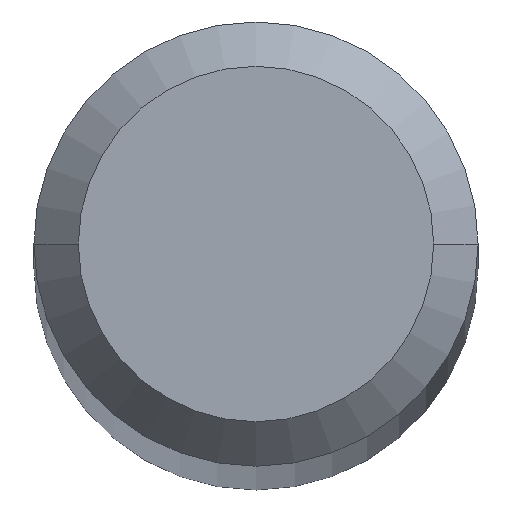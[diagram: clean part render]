
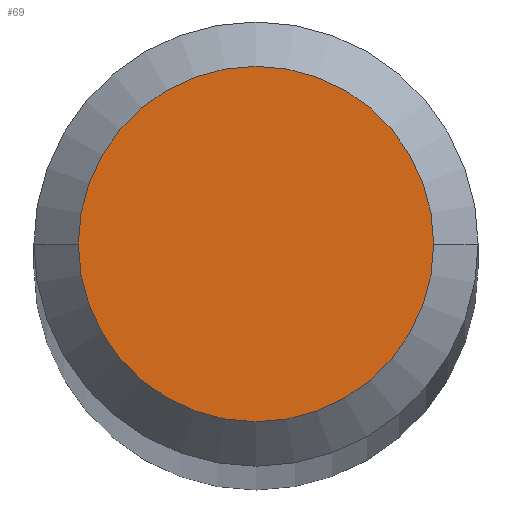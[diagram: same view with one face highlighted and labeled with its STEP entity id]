
A CAD part, top view. The second image highlights one B-rep face of the part: STEP entity #69.
In plain terms, the highlighted planar face has unit normal (0, 0, 1).
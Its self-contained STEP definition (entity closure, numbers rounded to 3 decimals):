
#69=ADVANCED_FACE('',(#92),#93,.T.);
#92=FACE_OUTER_BOUND('',#120,.T.);
#93=PLANE('',#121);
#120=EDGE_LOOP('',(#181,#182));
#121=AXIS2_PLACEMENT_3D('',#183,#184,#185);
#181=ORIENTED_EDGE('',*,*,#222,.F.);
#182=ORIENTED_EDGE('',*,*,#232,.F.);
#183=CARTESIAN_POINT('',(0.0,0.0,0.0));
#184=DIRECTION('',(0.0,0.0,1.0));
#185=DIRECTION('',(-1.0,0.0,0.0));
#222=EDGE_CURVE('',#247,#243,#249,.T.);
#232=EDGE_CURVE('',#243,#247,#263,.T.);
#243=VERTEX_POINT('',#278);
#247=VERTEX_POINT('',#283);
#249=CIRCLE('',#286,1.2);
#263=CIRCLE('',#304,1.2);
#278=CARTESIAN_POINT('',(-1.2,0.,0.0));
#283=CARTESIAN_POINT('',(1.2,0.,0.0));
#286=AXIS2_PLACEMENT_3D('',#325,#326,#327);
#304=AXIS2_PLACEMENT_3D('',#347,#348,#349);
#325=CARTESIAN_POINT('',(0.0,0.0,0.0));
#326=DIRECTION('',(0.0,0.0,-1.0));
#327=DIRECTION('',(-1.0,0.0,0.0));
#347=CARTESIAN_POINT('',(0.0,0.0,0.0));
#348=DIRECTION('',(0.0,0.0,-1.0));
#349=DIRECTION('',(-1.0,0.0,0.0));
